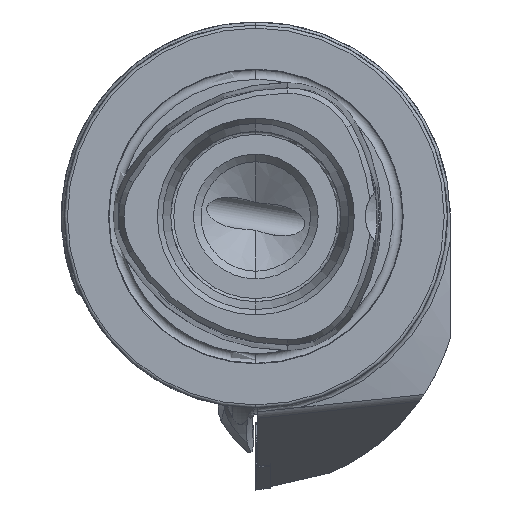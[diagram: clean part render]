
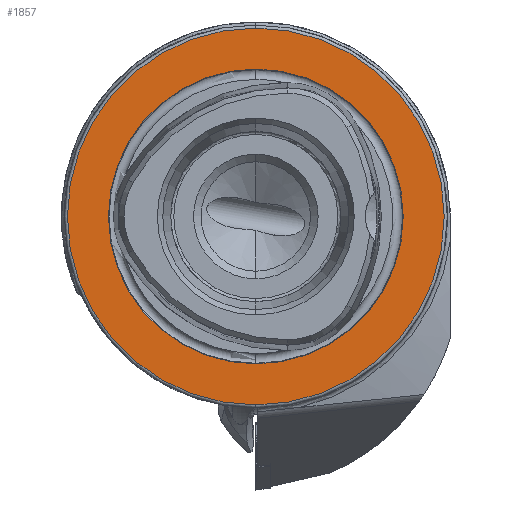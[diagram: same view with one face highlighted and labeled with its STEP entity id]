
A CAD part, left-side view. The second image highlights one B-rep face of the part: STEP entity #1857.
In plain terms, the highlighted planar face has unit normal (-1, 0, 0).
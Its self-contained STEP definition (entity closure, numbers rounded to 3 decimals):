
#40 = CARTESIAN_POINT ( 'NONE',  ( 0., 0., 0. ) ) ;
#53 = CARTESIAN_POINT ( 'NONE',  ( 0., 0., 0. ) ) ;
#1069 = FACE_OUTER_BOUND ( 'NONE', #14827, .T. ) ;
#1857 = ADVANCED_FACE ( 'NONE', ( #6784, #1069 ), #12614, .F. ) ;
#1916 = EDGE_LOOP ( 'NONE', ( #2028, #2152 ) ) ;
#2028 = ORIENTED_EDGE ( 'NONE', *, *, #17944, .F. ) ;
#2152 = ORIENTED_EDGE ( 'NONE', *, *, #15484, .F. ) ;
#2313 = CIRCLE ( 'NONE', #2918, 24.25 ) ;
#2758 = AXIS2_PLACEMENT_3D ( 'NONE', #40, #2989, #6125 ) ;
#2918 = AXIS2_PLACEMENT_3D ( 'NONE', #5704, #4204, #4297 ) ;
#2989 = DIRECTION ( 'NONE',  ( -1., 0., 0. ) ) ;
#4041 = CARTESIAN_POINT ( 'NONE',  ( 0., 0., 0. ) ) ;
#4076 = ORIENTED_EDGE ( 'NONE', *, *, #12013, .T. ) ;
#4204 = DIRECTION ( 'NONE',  ( -1., 0., 0. ) ) ;
#4297 = DIRECTION ( 'NONE',  ( 0., 0., 1. ) ) ;
#5197 = AXIS2_PLACEMENT_3D ( 'NONE', #4041, #10982, #15612 ) ;
#5439 = DIRECTION ( 'NONE',  ( 0., 0., -1. ) ) ;
#5704 = CARTESIAN_POINT ( 'NONE',  ( 0., 0., 0. ) ) ;
#5915 = VERTEX_POINT ( 'NONE', #9426 ) ;
#6125 = DIRECTION ( 'NONE',  ( 0., 0., 1. ) ) ;
#6784 = FACE_BOUND ( 'NONE', #1916, .T. ) ;
#6877 = CARTESIAN_POINT ( 'NONE',  ( 0., 24.25, 0. ) ) ;
#7057 = CARTESIAN_POINT ( 'NONE',  ( 0., 0., 31. ) ) ;
#7654 = CARTESIAN_POINT ( 'NONE',  ( 0., 0., 24.25 ) ) ;
#8729 = VERTEX_POINT ( 'NONE', #10418 ) ;
#8813 = DIRECTION ( 'NONE',  ( 0., 0., 1. ) ) ;
#8823 = EDGE_CURVE ( 'NONE', #8729, #15910, #10962, .T. ) ;
#9149 = AXIS2_PLACEMENT_3D ( 'NONE', #53, #11673, #8813 ) ;
#9426 = CARTESIAN_POINT ( 'NONE',  ( 0., 0., -24.25 ) ) ;
#10418 = CARTESIAN_POINT ( 'NONE',  ( 0., 0., -31. ) ) ;
#10962 = CIRCLE ( 'NONE', #2758, 31. ) ;
#10982 = DIRECTION ( 'NONE',  ( -1., 0., 0. ) ) ;
#11673 = DIRECTION ( 'NONE',  ( -1., 0., 0. ) ) ;
#12013 = EDGE_CURVE ( 'NONE', #15910, #8729, #12837, .T. ) ;
#12196 = CIRCLE ( 'NONE', #5197, 24.25 ) ;
#12614 = PLANE ( 'NONE',  #18907 ) ;
#12837 = CIRCLE ( 'NONE', #9149, 31. ) ;
#14365 = ORIENTED_EDGE ( 'NONE', *, *, #8823, .T. ) ;
#14827 = EDGE_LOOP ( 'NONE', ( #4076, #14365 ) ) ;
#15443 = VERTEX_POINT ( 'NONE', #7654 ) ;
#15484 = EDGE_CURVE ( 'NONE', #5915, #15443, #12196, .T. ) ;
#15612 = DIRECTION ( 'NONE',  ( 0., 0., 1. ) ) ;
#15910 = VERTEX_POINT ( 'NONE', #7057 ) ;
#17944 = EDGE_CURVE ( 'NONE', #15443, #5915, #2313, .T. ) ;
#18654 = DIRECTION ( 'NONE',  ( 1., 0., 0. ) ) ;
#18907 = AXIS2_PLACEMENT_3D ( 'NONE', #6877, #18654, #5439 ) ;
